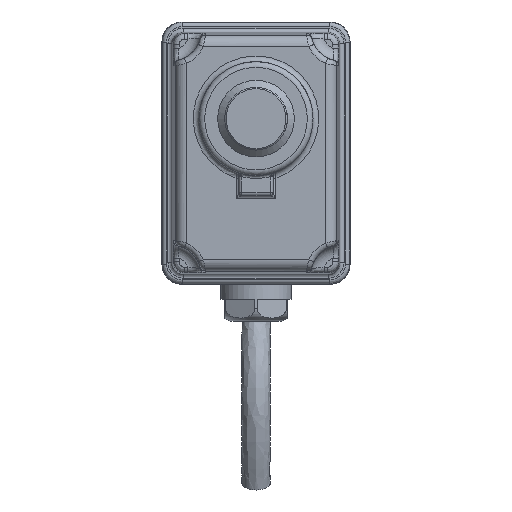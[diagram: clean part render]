
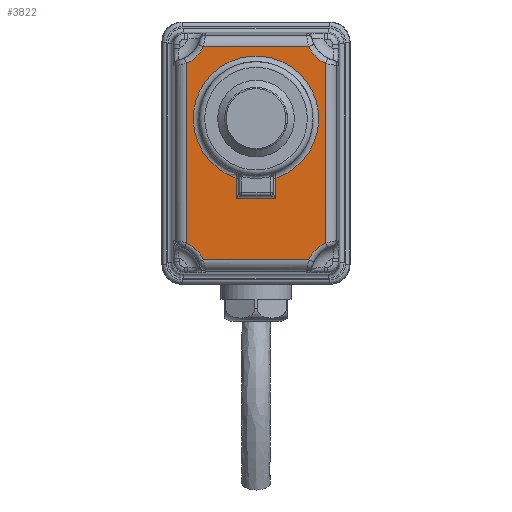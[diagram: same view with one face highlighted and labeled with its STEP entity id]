
A CAD part, left-side view. The second image highlights one B-rep face of the part: STEP entity #3822.
In plain terms, the highlighted planar face has unit normal (-1, 0, 0).
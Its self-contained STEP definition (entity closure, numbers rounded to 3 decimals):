
#3822=ADVANCED_FACE('',(#11057,#11058),#11059,.T.);
#11057=FACE_BOUND('',#22362,.T.);
#11058=FACE_OUTER_BOUND('',#22363,.T.);
#11059=PLANE('',#22364);
#22362=EDGE_LOOP('',(#49301,#49302,#49303,#49304));
#22363=EDGE_LOOP('',(#49305,#49306,#49307,#49308,#49309,#49310,#49311,#49312));
#22364=AXIS2_PLACEMENT_3D('',#49313,#49314,#49315);
#49301=ORIENTED_EDGE('',*,*,#62509,.T.);
#49302=ORIENTED_EDGE('',*,*,#62510,.T.);
#49303=ORIENTED_EDGE('',*,*,#62511,.T.);
#49304=ORIENTED_EDGE('',*,*,#62512,.T.);
#49305=ORIENTED_EDGE('',*,*,#62513,.T.);
#49306=ORIENTED_EDGE('',*,*,#62514,.T.);
#49307=ORIENTED_EDGE('',*,*,#62515,.T.);
#49308=ORIENTED_EDGE('',*,*,#62516,.T.);
#49309=ORIENTED_EDGE('',*,*,#62517,.T.);
#49310=ORIENTED_EDGE('',*,*,#62518,.T.);
#49311=ORIENTED_EDGE('',*,*,#62519,.T.);
#49312=ORIENTED_EDGE('',*,*,#62520,.T.);
#49313=CARTESIAN_POINT('',(102.3,0.,-12.1));
#49314=DIRECTION('',(-1.0,0.0,0.));
#49315=DIRECTION('',(0.,0.,-1.0));
#62509=EDGE_CURVE('',#64480,#64481,#64482,.F.);
#62510=EDGE_CURVE('',#64481,#64483,#64484,.F.);
#62511=EDGE_CURVE('',#64483,#64485,#64486,.F.);
#62512=EDGE_CURVE('',#64485,#64480,#64487,.F.);
#62513=EDGE_CURVE('',#64488,#64489,#64490,.F.);
#62514=EDGE_CURVE('',#64489,#64491,#64492,.F.);
#62515=EDGE_CURVE('',#64491,#64493,#64494,.F.);
#62516=EDGE_CURVE('',#64493,#64495,#64496,.F.);
#62517=EDGE_CURVE('',#64495,#64497,#64498,.F.);
#62518=EDGE_CURVE('',#64497,#64499,#64500,.F.);
#62519=EDGE_CURVE('',#64499,#64501,#64502,.F.);
#62520=EDGE_CURVE('',#64501,#64488,#64503,.F.);
#64480=VERTEX_POINT('',#67364);
#64481=VERTEX_POINT('',#67365);
#64482=LINE('',#67366,#67367);
#64483=VERTEX_POINT('',#67368);
#64484=LINE('',#67369,#67370);
#64485=VERTEX_POINT('',#67371);
#64486=LINE('',#67372,#67373);
#64487=CIRCLE('',#67374,22.0);
#64488=VERTEX_POINT('',#67375);
#64489=VERTEX_POINT('',#67376);
#64490=LINE('',#67377,#67378);
#64491=VERTEX_POINT('',#67379);
#64492=CIRCLE('',#67380,12.0);
#64493=VERTEX_POINT('',#67381);
#64494=LINE('',#67382,#67383);
#64495=VERTEX_POINT('',#67384);
#64496=CIRCLE('',#67385,12.0);
#64497=VERTEX_POINT('',#67386);
#64498=LINE('',#67387,#67388);
#64499=VERTEX_POINT('',#67389);
#64500=CIRCLE('',#67390,12.0);
#64501=VERTEX_POINT('',#67391);
#64502=LINE('',#67392,#67393);
#64503=CIRCLE('',#67394,12.0);
#67364=CARTESIAN_POINT('',(102.3,-7.,-20.857));
#67365=CARTESIAN_POINT('',(102.3,-7.,-28.));
#67366=CARTESIAN_POINT('',(102.3,-7.,-27.));
#67367=VECTOR('',#70878,1.0);
#67368=CARTESIAN_POINT('',(102.3,7.,-28.));
#67369=CARTESIAN_POINT('',(102.3,7.,-28.));
#67370=VECTOR('',#70879,1.0);
#67371=CARTESIAN_POINT('',(102.3,7.,-20.857));
#67372=CARTESIAN_POINT('',(102.3,7.,-21.166));
#67373=VECTOR('',#70880,1.0);
#67374=AXIS2_PLACEMENT_3D('',#70881,#70882,#70883);
#67375=CARTESIAN_POINT('',(102.3,24.352,19.376));
#67376=CARTESIAN_POINT('',(102.3,24.352,-43.576));
#67377=CARTESIAN_POINT('',(102.3,24.352,-12.1));
#67378=VECTOR('',#70884,1.0);
#67379=CARTESIAN_POINT('',(102.3,18.476,-49.452));
#67380=AXIS2_PLACEMENT_3D('',#70885,#70886,#70887);
#67381=CARTESIAN_POINT('',(102.3,-18.476,-49.452));
#67382=CARTESIAN_POINT('',(102.3,0.,-49.452));
#67383=VECTOR('',#70888,1.0);
#67384=CARTESIAN_POINT('',(102.3,-24.352,-43.576));
#67385=AXIS2_PLACEMENT_3D('',#70889,#70890,#70891);
#67386=CARTESIAN_POINT('',(102.3,-24.352,19.376));
#67387=CARTESIAN_POINT('',(102.3,-24.352,-12.1));
#67388=VECTOR('',#70892,1.0);
#67389=CARTESIAN_POINT('',(102.3,-18.476,25.252));
#67390=AXIS2_PLACEMENT_3D('',#70893,#70894,#70895);
#67391=CARTESIAN_POINT('',(102.3,18.476,25.252));
#67392=CARTESIAN_POINT('',(102.3,0.,25.252));
#67393=VECTOR('',#70896,1.0);
#67394=AXIS2_PLACEMENT_3D('',#70897,#70898,#70899);
#70878=DIRECTION('',(0.,0.,1.0));
#70879=DIRECTION('',(0.,-1.0,0.));
#70880=DIRECTION('',(0.,0.,-1.0));
#70881=CARTESIAN_POINT('',(102.3,0.0,0.));
#70882=DIRECTION('',(-1.0,0.0,0.));
#70883=DIRECTION('',(0.,0.,-1.0));
#70884=DIRECTION('',(0.,0.,1.0));
#70885=CARTESIAN_POINT('',(102.3,29.374,-54.474));
#70886=DIRECTION('',(-1.0,0.0,0.));
#70887=DIRECTION('',(0.,0.,-1.0));
#70888=DIRECTION('',(0.,1.0,0.));
#70889=CARTESIAN_POINT('',(102.3,-29.374,-54.474));
#70890=DIRECTION('',(-1.0,0.0,0.));
#70891=DIRECTION('',(0.,0.,-1.0));
#70892=DIRECTION('',(0.,0.,-1.0));
#70893=CARTESIAN_POINT('',(102.3,-29.374,30.274));
#70894=DIRECTION('',(-1.0,0.0,0.));
#70895=DIRECTION('',(0.,0.,-1.0));
#70896=DIRECTION('',(0.,-1.0,0.));
#70897=CARTESIAN_POINT('',(102.3,29.374,30.274));
#70898=DIRECTION('',(-1.0,0.0,0.));
#70899=DIRECTION('',(0.,0.,-1.0));
